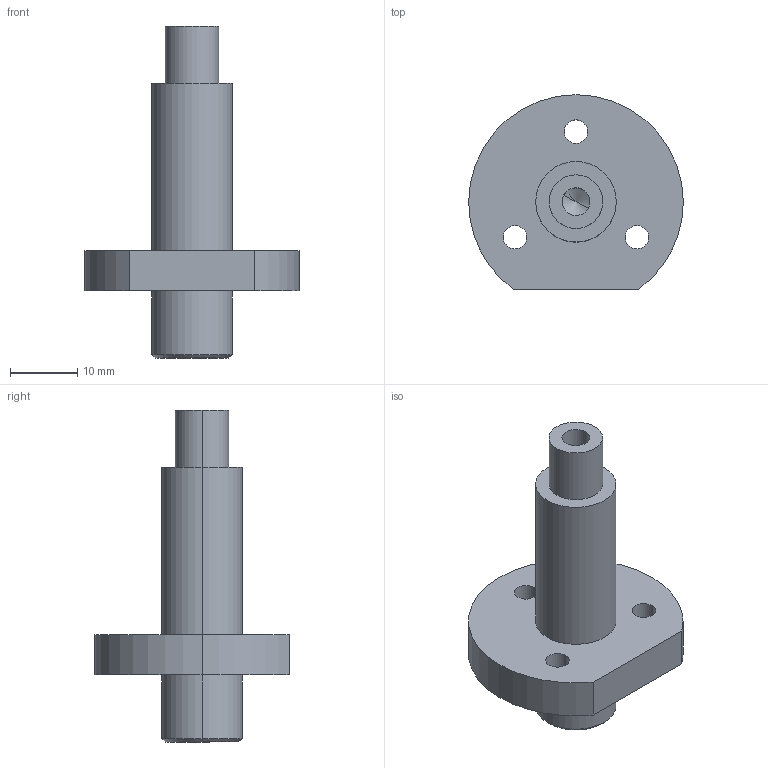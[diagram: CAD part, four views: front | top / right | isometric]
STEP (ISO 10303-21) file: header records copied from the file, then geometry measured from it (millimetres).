
FILE_DESCRIPTION(('CATIA V5 STEP Exchange'),'2;1');
FILE_NAME('004-Axe-INF.stp','2019-12-05T18:25:27+00:00',('none'),('none'),'CATIA Version 5 Release 11 (IN-9)','CATIA V5 STEP AP203',' none');
FILE_SCHEMA(('CONFIG_CONTROL_DESIGN'));
Length unit declared in the file: millimetre
Products named in the file (1): 004-Axe-INF
Bounding box: 32 x 29 x 49.5 mm (x, y, z)
Volume: 8598.3 mm3; surface area: 3986.8 mm2
Topology: 1 solids, 1 shells, 27 faces, 62 edges, 39 vertices
Faces by surface type: cylinder 17, plane 6, cone 4
Entity records: 729 total; most frequent: ORIENTED_EDGE 120, CARTESIAN_POINT 116, DIRECTION 92, EDGE_CURVE 60, AXIS2_PLACEMENT_3D 53, VERTEX_POINT 39, EDGE_LOOP 37, CIRCLE 36
